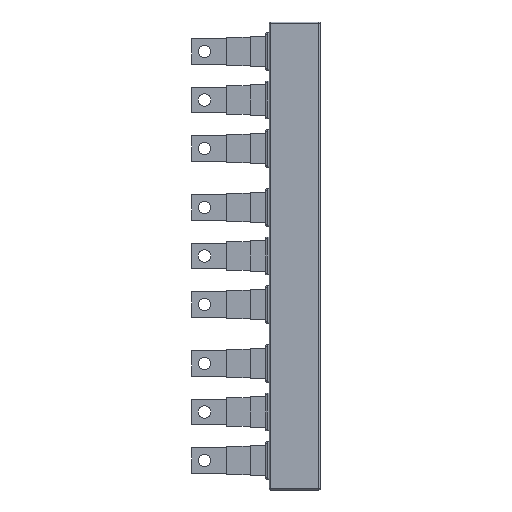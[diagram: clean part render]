
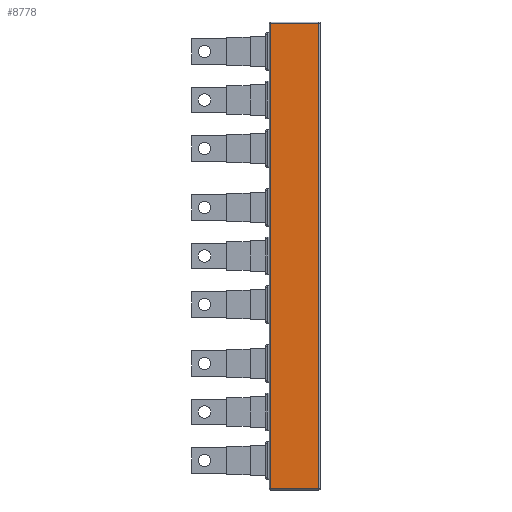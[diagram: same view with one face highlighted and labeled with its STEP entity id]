
A CAD part, left-side view. The second image highlights one B-rep face of the part: STEP entity #8778.
In plain terms, the highlighted planar face has unit normal (-1, 0, 0).
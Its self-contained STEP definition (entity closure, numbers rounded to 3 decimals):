
#3007=DIRECTION('',(0.,-1.,0.));
#3008=VECTOR('',#3007,32.9);
#3009=CARTESIAN_POINT('',(-8.55,16.45,-317.));
#3010=LINE('',#3009,#3008);
#3014=DIRECTION('',(0.,0.,-1.));
#3015=VECTOR('',#3014,316.);
#3016=CARTESIAN_POINT('',(-8.55,16.45,-1.));
#3017=LINE('',#3016,#3015);
#3021=DIRECTION('',(0.,1.,0.));
#3022=VECTOR('',#3021,32.9);
#3023=CARTESIAN_POINT('',(-8.55,-16.45,-1.));
#3024=LINE('',#3023,#3022);
#3028=DIRECTION('',(0.,0.,-1.));
#3029=VECTOR('',#3028,316.);
#3030=CARTESIAN_POINT('',(-8.55,-16.45,-1.));
#3031=LINE('',#3030,#3029);
#5497=CARTESIAN_POINT('',(-8.55,-16.45,-1.));
#5498=VERTEX_POINT('',#5497);
#5499=CARTESIAN_POINT('',(-8.55,16.45,-1.));
#5500=VERTEX_POINT('',#5499);
#6316=CARTESIAN_POINT('',(-8.55,16.45,-317.));
#6317=VERTEX_POINT('',#6316);
#6318=CARTESIAN_POINT('',(-8.55,-16.45,-317.));
#6319=VERTEX_POINT('',#6318);
#8765=CARTESIAN_POINT('',(-8.55,17.45,0.));
#8766=DIRECTION('',(-1.,0.,0.));
#8767=DIRECTION('',(0.,-1.,0.));
#8768=AXIS2_PLACEMENT_3D('',#8765,#8766,#8767);
#8769=PLANE('',#8768);
#8771=ORIENTED_EDGE('',*,*,#8770,.F.);
#8772=ORIENTED_EDGE('',*,*,#8674,.F.);
#8773=ORIENTED_EDGE('',*,*,#8749,.F.);
#8775=ORIENTED_EDGE('',*,*,#8774,.T.);
#8776=EDGE_LOOP('',(#8771,#8772,#8773,#8775));
#8777=FACE_OUTER_BOUND('',#8776,.F.);
#8674=EDGE_CURVE('',#5500,#6317,#3017,.T.);
#8749=EDGE_CURVE('',#5498,#5500,#3024,.T.);
#8770=EDGE_CURVE('',#6317,#6319,#3010,.T.);
#8774=EDGE_CURVE('',#5498,#6319,#3031,.T.);
#8778=ADVANCED_FACE('',(#8777),#8769,.T.);
